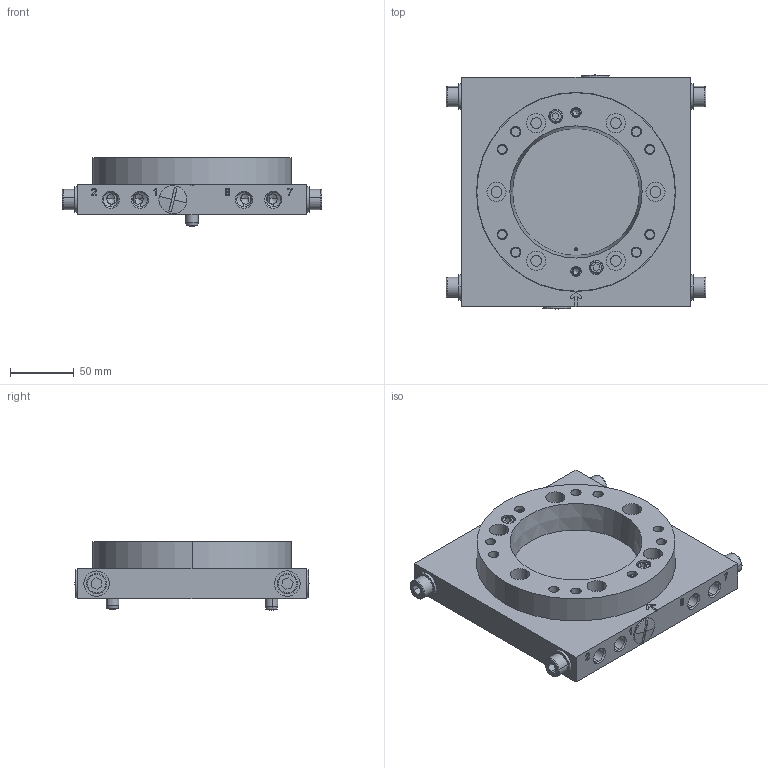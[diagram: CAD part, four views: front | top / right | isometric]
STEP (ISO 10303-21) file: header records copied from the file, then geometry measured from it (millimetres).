
FILE_DESCRIPTION (( 'STEP AP203' ), '1' );
FILE_NAME ('P6474.STEP', '2018-11-28T09:51:31', ( '' ), ( '' ), 'SwSTEP 2.0', 'SolidWorks 2017', '' );
FILE_SCHEMA (( 'CONFIG_CONTROL_DESIGN' ));
Length unit declared in the file: millimetre
Products named in the file (1): P6474
Bounding box: 204 x 183.99 x 54 mm (x, y, z)
Volume: 927541.3 mm3; surface area: 175629.2 mm2
Topology: 24 solids, 30 shells, 784 faces, 1852 edges, 1157 vertices
Faces by surface type: cylinder 260, plane 244, cone 180, bspline 68, sphere 20, torus 12
Entity records: 27296 total; most frequent: CARTESIAN_POINT 9321, DIRECTION 3672, ORIENTED_EDGE 3652, EDGE_CURVE 1826, AXIS2_PLACEMENT_3D 1379, VERTEX_POINT 1157, EDGE_LOOP 921, LINE 914
